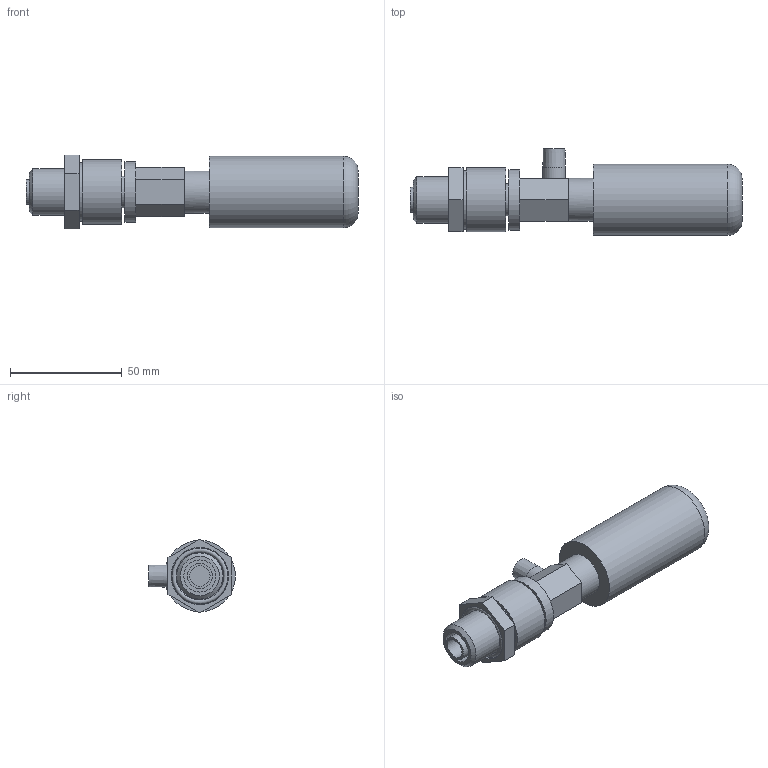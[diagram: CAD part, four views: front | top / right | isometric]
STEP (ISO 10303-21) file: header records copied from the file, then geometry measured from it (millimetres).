
FILE_DESCRIPTION(/* description */ (''),/* implementation_level */ '2;1');
FILE_NAME(/* name */ 'Small NEMA 12 CC.stp',/* time_stamp */ '2014-07-29T12:55:26-04:00',/* author */ ('Dan Preston'),/* organization */ (''),/* preprocessor_version */ 'ST-DEVELOPER v15.2',/* originating_system */ 'Autodesk Inventor 2014',/* authorisation */ '');
FILE_SCHEMA (('AUTOMOTIVE_DESIGN { 1 0 10303 214 3 1 1 }'));
Length unit declared in the file: inch
Products named in the file (1): Small NEMA 12 CC
Bounding box: 148.72 x 38.93 x 33 mm (x, y, z)
Volume: 85841.3 mm3; surface area: 18559 mm2
Topology: 1 solids, 1 shells, 57 faces, 112 edges, 69 vertices
Faces by surface type: plane 38, cylinder 13, cone 4, torus 2
Full cylindrical faces by diameter (mm): 7.112 x1, 9.144 x1, 10.16 x1, 11.176 x1, 14.291 x1, 14.402 x1, 19.177 x1, 20.752 x1, 25.684 x1, 26.187 x1, 27.102 x1, 28.702 x1, 31.877 x1
Entity records: 1353 total; most frequent: DIRECTION 248, CARTESIAN_POINT 214, ORIENTED_EDGE 180, AXIS2_PLACEMENT_3D 100, EDGE_CURVE 90, EDGE_LOOP 88, VERTEX_POINT 66, ADVANCED_FACE 57
